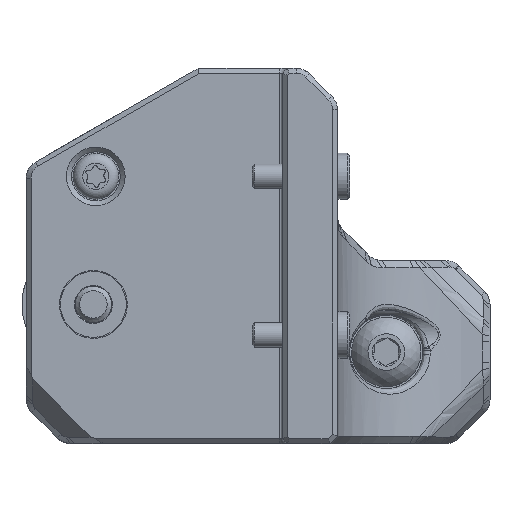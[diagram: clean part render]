
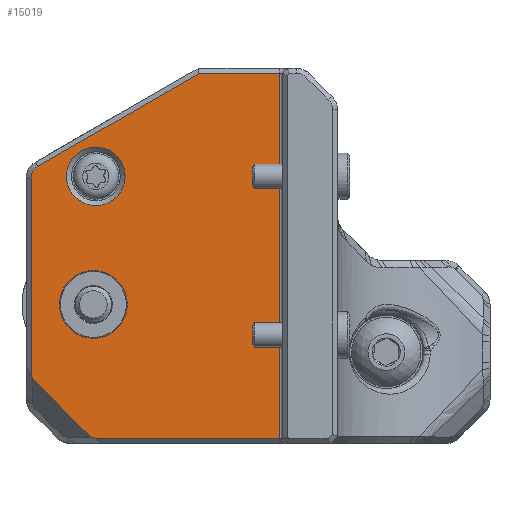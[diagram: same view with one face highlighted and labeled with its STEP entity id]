
A CAD part, front view. The second image highlights one B-rep face of the part: STEP entity #15019.
In plain terms, the highlighted planar face has unit normal (0, -1, 0).
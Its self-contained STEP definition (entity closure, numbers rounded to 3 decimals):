
#971=FACE_BOUND('',#2963,.T.);
#972=FACE_BOUND('',#2964,.T.);
#1046=CIRCLE('',#16178,1.1);
#1047=CIRCLE('',#16179,2.7);
#1048=CIRCLE('',#16180,2.4);
#1774=PLANE('',#16177);
#2025=FACE_OUTER_BOUND('',#2962,.T.);
#2962=EDGE_LOOP('',(#10070,#10071,#10072,#10073,#10074,#10075,#10076,#10077,
#10078));
#2963=EDGE_LOOP('',(#10079));
#2964=EDGE_LOOP('',(#10080));
#4252=LINE('',#22260,#5264);
#4253=LINE('',#22262,#5265);
#4254=LINE('',#22264,#5266);
#4255=LINE('',#22268,#5267);
#4256=LINE('',#22270,#5268);
#4257=LINE('',#22272,#5269);
#4258=LINE('',#22274,#5270);
#4259=LINE('',#22275,#5271);
#5264=VECTOR('',#17824,1000.);
#5265=VECTOR('',#17825,10.);
#5266=VECTOR('',#17826,10.);
#5267=VECTOR('',#17829,10.);
#5268=VECTOR('',#17830,10.);
#5269=VECTOR('',#17831,10.);
#5270=VECTOR('',#17832,10.);
#5271=VECTOR('',#17833,10.);
#6278=VERTEX_POINT('',#22258);
#6279=VERTEX_POINT('',#22259);
#6280=VERTEX_POINT('',#22261);
#6281=VERTEX_POINT('',#22263);
#6282=VERTEX_POINT('',#22265);
#6283=VERTEX_POINT('',#22267);
#6284=VERTEX_POINT('',#22269);
#6285=VERTEX_POINT('',#22271);
#6286=VERTEX_POINT('',#22273);
#6287=VERTEX_POINT('',#22276);
#6288=VERTEX_POINT('',#22278);
#7740=EDGE_CURVE('',#6278,#6279,#4252,.T.);
#7741=EDGE_CURVE('',#6280,#6279,#4253,.T.);
#7742=EDGE_CURVE('',#6281,#6280,#4254,.T.);
#7743=EDGE_CURVE('',#6282,#6281,#1046,.T.);
#7744=EDGE_CURVE('',#6283,#6282,#4255,.T.);
#7745=EDGE_CURVE('',#6284,#6283,#4256,.T.);
#7746=EDGE_CURVE('',#6285,#6284,#4257,.T.);
#7747=EDGE_CURVE('',#6286,#6285,#4258,.T.);
#7748=EDGE_CURVE('',#6278,#6286,#4259,.T.);
#7749=EDGE_CURVE('',#6287,#6287,#1047,.T.);
#7750=EDGE_CURVE('',#6288,#6288,#1048,.T.);
#10070=ORIENTED_EDGE('',*,*,#7740,.T.);
#10071=ORIENTED_EDGE('',*,*,#7741,.F.);
#10072=ORIENTED_EDGE('',*,*,#7742,.F.);
#10073=ORIENTED_EDGE('',*,*,#7743,.F.);
#10074=ORIENTED_EDGE('',*,*,#7744,.F.);
#10075=ORIENTED_EDGE('',*,*,#7745,.F.);
#10076=ORIENTED_EDGE('',*,*,#7746,.F.);
#10077=ORIENTED_EDGE('',*,*,#7747,.F.);
#10078=ORIENTED_EDGE('',*,*,#7748,.F.);
#10079=ORIENTED_EDGE('',*,*,#7749,.T.);
#10080=ORIENTED_EDGE('',*,*,#7750,.T.);
#15019=ADVANCED_FACE('',(#2025,#971,#972),#1774,.F.);
#16177=AXIS2_PLACEMENT_3D('',#22257,#17822,#17823);
#16178=AXIS2_PLACEMENT_3D('',#22266,#17827,#17828);
#16179=AXIS2_PLACEMENT_3D('',#22277,#17834,#17835);
#16180=AXIS2_PLACEMENT_3D('',#22279,#17836,#17837);
#17822=DIRECTION('center_axis',(0.,1.,0.));
#17823=DIRECTION('ref_axis',(-1.,0.,0.));
#17824=DIRECTION('',(0.,0.,1.));
#17825=DIRECTION('',(1.,0.,0.));
#17826=DIRECTION('',(0.866,0.,0.5));
#17827=DIRECTION('center_axis',(0.,1.,0.));
#17828=DIRECTION('ref_axis',(-0.866,0.,0.5));
#17829=DIRECTION('',(0.,0.,1.));
#17830=DIRECTION('',(-0.316,0.,0.949));
#17831=DIRECTION('',(-0.707,0.,0.707));
#17832=DIRECTION('',(-0.949,0.,0.316));
#17833=DIRECTION('',(-1.,0.,0.));
#17834=DIRECTION('center_axis',(0.,1.,0.));
#17835=DIRECTION('ref_axis',(-1.,0.,0.));
#17836=DIRECTION('center_axis',(0.,1.,0.));
#17837=DIRECTION('ref_axis',(-1.,0.,0.));
#22257=CARTESIAN_POINT('Origin',(11.35,54.357,72.834));
#22258=CARTESIAN_POINT('',(14.25,54.357,1.965));
#22259=CARTESIAN_POINT('',(14.25,54.357,31.905));
#22260=CARTESIAN_POINT('',(14.25,54.357,72.834));
#22261=CARTESIAN_POINT('',(7.67,54.357,31.905));
#22262=CARTESIAN_POINT('',(13.675,54.357,31.905));
#22263=CARTESIAN_POINT('',(-5.55,54.357,24.272));
#22264=CARTESIAN_POINT('',(8.127,54.357,32.169));
#22265=CARTESIAN_POINT('',(-6.1,54.357,23.32));
#22266=CARTESIAN_POINT('Origin',(-5.,54.357,23.32));
#22267=CARTESIAN_POINT('',(-6.1,54.357,7.232));
#22268=CARTESIAN_POINT('',(-6.1,54.357,47.067));
#22269=CARTESIAN_POINT('',(-5.98,54.357,6.874));
#22270=CARTESIAN_POINT('',(-18.,54.357,42.932));
#22271=CARTESIAN_POINT('',(-1.191,54.357,2.084));
#22272=CARTESIAN_POINT('',(-16.941,54.357,17.834));
#22273=CARTESIAN_POINT('',(-0.832,54.357,1.965));
#22274=CARTESIAN_POINT('',(-4.151,54.357,3.071));
#22275=CARTESIAN_POINT('',(2.425,54.357,1.965));
#22276=CARTESIAN_POINT('',(-1.,54.357,15.665));
#22277=CARTESIAN_POINT('Origin',(-1.,54.357,12.965));
#22278=CARTESIAN_POINT('',(-3.2,54.357,23.465));
#22279=CARTESIAN_POINT('Origin',(-0.8,54.357,23.465));
